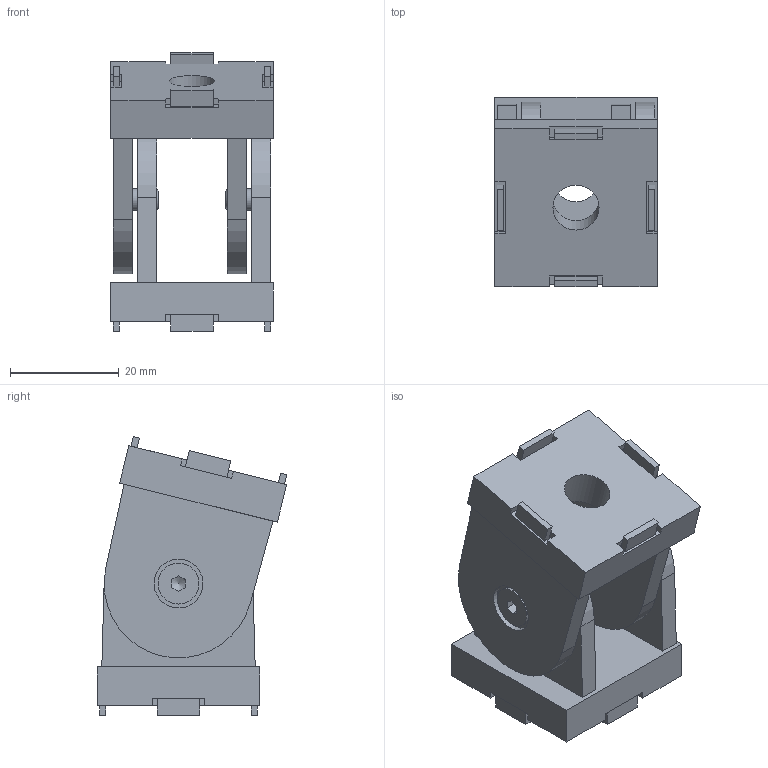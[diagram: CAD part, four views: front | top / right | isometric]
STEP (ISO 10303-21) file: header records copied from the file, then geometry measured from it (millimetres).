
FILE_DESCRIPTION(/* description */ (''),/* implementation_level */ '2;1');
FILE_NAME(/* name */ 'CGIPR0000022.stp',/* time_stamp */ '2018-07-20T10:05:53+02:00',/* author */ ('fzagni'),/* organization */ (''),/* preprocessor_version */ 'ST-DEVELOPER v16.1',/* originating_system */ 'Autodesk Inventor 2016',/* authorisation */ '');
FILE_SCHEMA (('AUTOMOTIVE_DESIGN { 1 0 10303 214 3 1 1 }'));
Length unit declared in the file: millimetre
Products named in the file (3): 440000006545; ISO 10642 - M4 x  8; CGIPR0000022
Assembly tree (4 placements, depth 2):
  CGIPR0000022
    440000006545  x2
    ISO 10642 - M4 x  8  x2
Bounding box: 29.9 x 34.86 x 51.23 mm (x, y, z)
Volume: 21919.5 mm3; surface area: 12859.4 mm2
Topology: 4 solids, 4 shells, 144 faces, 354 edges, 234 vertices
Faces by surface type: plane 120, cylinder 18, cone 6
Full cylindrical faces by diameter (mm): 3.242 x4, 4 x2, 7.53 x2, 8.5 x2, 9 x4
Entity records: 2122 total; most frequent: CARTESIAN_POINT 371, DIRECTION 336, ORIENTED_EDGE 330, EDGE_CURVE 165, LINE 140, VECTOR 140, VERTEX_POINT 115, AXIS2_PLACEMENT_3D 98
